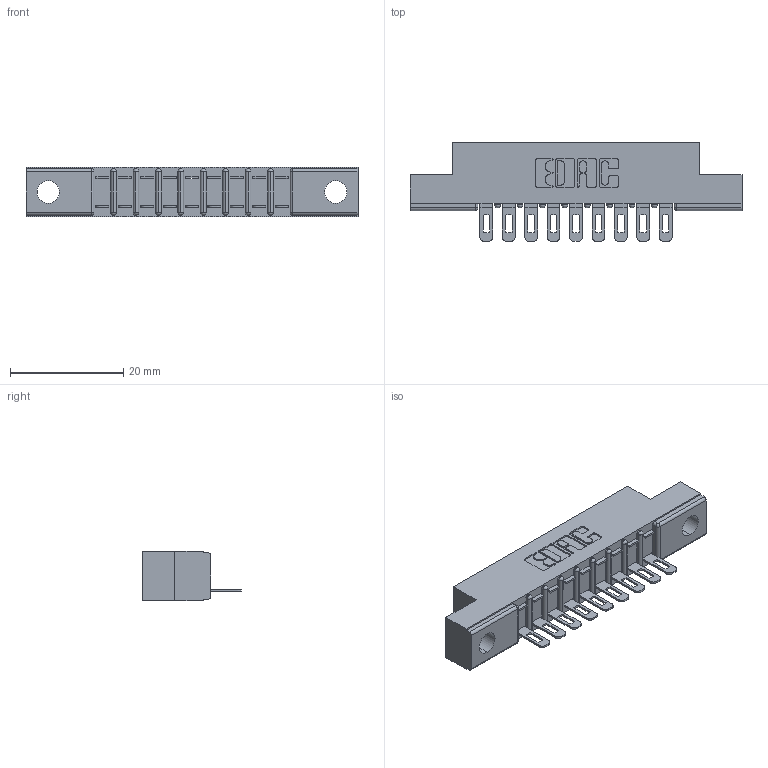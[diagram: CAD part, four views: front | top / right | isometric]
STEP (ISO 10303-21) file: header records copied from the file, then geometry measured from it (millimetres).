
FILE_DESCRIPTION (( 'STEP AP203' ), '1' );
FILE_NAME ('357-009-501-102.STEP', '2018-08-07T01:56:46', ( '' ), ( '' ), 'SwSTEP 2.0', 'SolidWorks 2016', '' );
FILE_SCHEMA (( 'CONFIG_CONTROL_DESIGN' ));
Length unit declared in the file: inch
Products named in the file (3): 307 Part_.128 Dia Mounting Holes; 307-290-002_501; 357-009-501-102
Assembly tree (10 placements, depth 2):
  357-009-501-102
    307 Part_.128 Dia Mounting Holes
    307-290-002_501  x9
Bounding box: 58.67 x 17.42 x 8.71 mm (x, y, z)
Volume: 3786.7 mm3; surface area: 6073.3 mm2
Topology: 10 solids, 10 shells, 812 faces, 2465 edges, 1614 vertices
Faces by surface type: plane 466, cylinder 326, sphere 20
Entity records: 12580 total; most frequent: CARTESIAN_POINT 2116, ORIENTED_EDGE 2106, DIRECTION 2075, EDGE_CURVE 1053, VECTOR 785, LINE 785, VERTEX_POINT 686, AXIS2_PLACEMENT_3D 645
